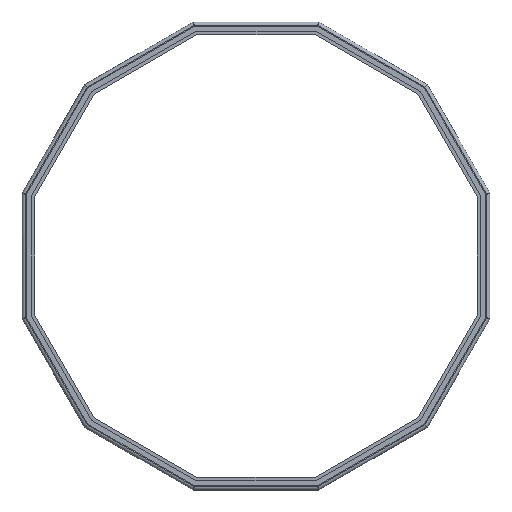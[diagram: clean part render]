
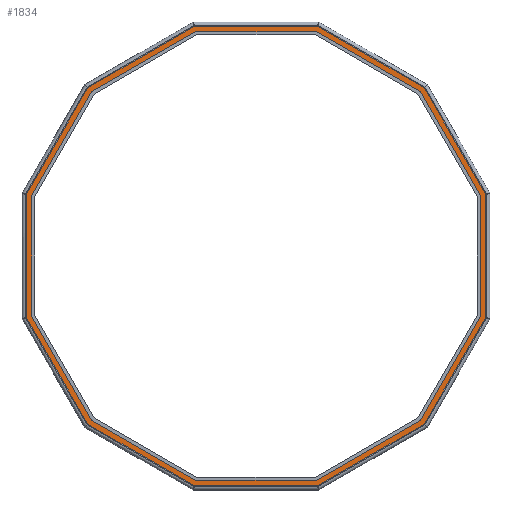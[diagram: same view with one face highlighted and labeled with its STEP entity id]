
A CAD part, front view. The second image highlights one B-rep face of the part: STEP entity #1834.
In plain terms, the highlighted planar face has unit normal (0, -1, 0).
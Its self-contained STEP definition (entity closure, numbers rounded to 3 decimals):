
#64=FACE_BOUND('',#210,.T.);
#106=FACE_OUTER_BOUND('',#209,.T.);
#209=EDGE_LOOP('',(#1359,#1360,#1361,#1362,#1363,#1364,#1365,#1366,#1367,
#1368,#1369,#1370));
#210=EDGE_LOOP('',(#1371,#1372,#1373,#1374,#1375,#1376,#1377,#1378,#1379,
#1380,#1381,#1382));
#328=LINE('',#2644,#568);
#331=LINE('',#2649,#571);
#333=LINE('',#2653,#573);
#335=LINE('',#2657,#575);
#337=LINE('',#2661,#577);
#339=LINE('',#2665,#579);
#340=LINE('',#2668,#580);
#342=LINE('',#2672,#582);
#344=LINE('',#2676,#584);
#346=LINE('',#2680,#586);
#348=LINE('',#2684,#588);
#350=LINE('',#2687,#590);
#353=LINE('',#2695,#593);
#356=LINE('',#2701,#596);
#359=LINE('',#2707,#599);
#362=LINE('',#2713,#602);
#365=LINE('',#2719,#605);
#368=LINE('',#2725,#608);
#371=LINE('',#2731,#611);
#374=LINE('',#2737,#614);
#377=LINE('',#2743,#617);
#380=LINE('',#2749,#620);
#383=LINE('',#2755,#623);
#386=LINE('',#2759,#626);
#568=VECTOR('',#2127,10.);
#571=VECTOR('',#2132,10.);
#573=VECTOR('',#2136,10.);
#575=VECTOR('',#2140,10.);
#577=VECTOR('',#2144,10.);
#579=VECTOR('',#2148,10.);
#580=VECTOR('',#2151,10.);
#582=VECTOR('',#2155,10.);
#584=VECTOR('',#2159,10.);
#586=VECTOR('',#2163,10.);
#588=VECTOR('',#2167,10.);
#590=VECTOR('',#2171,10.);
#593=VECTOR('',#2176,10.);
#596=VECTOR('',#2181,10.);
#599=VECTOR('',#2186,10.);
#602=VECTOR('',#2191,10.);
#605=VECTOR('',#2196,10.);
#608=VECTOR('',#2201,10.);
#611=VECTOR('',#2206,10.);
#614=VECTOR('',#2211,10.);
#617=VECTOR('',#2216,10.);
#620=VECTOR('',#2221,10.);
#623=VECTOR('',#2226,10.);
#626=VECTOR('',#2231,10.);
#795=VERTEX_POINT('',#2641);
#796=VERTEX_POINT('',#2643);
#797=VERTEX_POINT('',#2647);
#798=VERTEX_POINT('',#2651);
#799=VERTEX_POINT('',#2655);
#800=VERTEX_POINT('',#2659);
#801=VERTEX_POINT('',#2663);
#802=VERTEX_POINT('',#2667);
#803=VERTEX_POINT('',#2671);
#804=VERTEX_POINT('',#2675);
#805=VERTEX_POINT('',#2679);
#806=VERTEX_POINT('',#2683);
#809=VERTEX_POINT('',#2692);
#810=VERTEX_POINT('',#2694);
#812=VERTEX_POINT('',#2700);
#814=VERTEX_POINT('',#2706);
#816=VERTEX_POINT('',#2712);
#818=VERTEX_POINT('',#2718);
#820=VERTEX_POINT('',#2724);
#822=VERTEX_POINT('',#2730);
#824=VERTEX_POINT('',#2736);
#826=VERTEX_POINT('',#2742);
#828=VERTEX_POINT('',#2748);
#830=VERTEX_POINT('',#2754);
#976=EDGE_CURVE('',#796,#795,#328,.T.);
#979=EDGE_CURVE('',#795,#797,#331,.T.);
#981=EDGE_CURVE('',#797,#798,#333,.T.);
#983=EDGE_CURVE('',#798,#799,#335,.T.);
#985=EDGE_CURVE('',#799,#800,#337,.T.);
#987=EDGE_CURVE('',#800,#801,#339,.T.);
#988=EDGE_CURVE('',#802,#796,#340,.T.);
#990=EDGE_CURVE('',#803,#802,#342,.T.);
#992=EDGE_CURVE('',#804,#803,#344,.T.);
#994=EDGE_CURVE('',#805,#804,#346,.T.);
#996=EDGE_CURVE('',#806,#805,#348,.T.);
#998=EDGE_CURVE('',#801,#806,#350,.T.);
#1001=EDGE_CURVE('',#810,#809,#353,.T.);
#1004=EDGE_CURVE('',#812,#810,#356,.T.);
#1007=EDGE_CURVE('',#814,#812,#359,.T.);
#1010=EDGE_CURVE('',#816,#814,#362,.T.);
#1013=EDGE_CURVE('',#818,#816,#365,.T.);
#1016=EDGE_CURVE('',#820,#818,#368,.T.);
#1019=EDGE_CURVE('',#822,#820,#371,.T.);
#1022=EDGE_CURVE('',#824,#822,#374,.T.);
#1025=EDGE_CURVE('',#826,#824,#377,.T.);
#1028=EDGE_CURVE('',#828,#826,#380,.T.);
#1031=EDGE_CURVE('',#830,#828,#383,.T.);
#1034=EDGE_CURVE('',#809,#830,#386,.T.);
#1359=ORIENTED_EDGE('',*,*,#1034,.T.);
#1360=ORIENTED_EDGE('',*,*,#1031,.T.);
#1361=ORIENTED_EDGE('',*,*,#1028,.T.);
#1362=ORIENTED_EDGE('',*,*,#1025,.T.);
#1363=ORIENTED_EDGE('',*,*,#1022,.T.);
#1364=ORIENTED_EDGE('',*,*,#1019,.T.);
#1365=ORIENTED_EDGE('',*,*,#1016,.T.);
#1366=ORIENTED_EDGE('',*,*,#1013,.T.);
#1367=ORIENTED_EDGE('',*,*,#1010,.T.);
#1368=ORIENTED_EDGE('',*,*,#1007,.T.);
#1369=ORIENTED_EDGE('',*,*,#1004,.T.);
#1370=ORIENTED_EDGE('',*,*,#1001,.T.);
#1371=ORIENTED_EDGE('',*,*,#998,.T.);
#1372=ORIENTED_EDGE('',*,*,#996,.T.);
#1373=ORIENTED_EDGE('',*,*,#994,.T.);
#1374=ORIENTED_EDGE('',*,*,#992,.T.);
#1375=ORIENTED_EDGE('',*,*,#990,.T.);
#1376=ORIENTED_EDGE('',*,*,#988,.T.);
#1377=ORIENTED_EDGE('',*,*,#976,.T.);
#1378=ORIENTED_EDGE('',*,*,#979,.T.);
#1379=ORIENTED_EDGE('',*,*,#981,.T.);
#1380=ORIENTED_EDGE('',*,*,#983,.T.);
#1381=ORIENTED_EDGE('',*,*,#985,.T.);
#1382=ORIENTED_EDGE('',*,*,#987,.T.);
#1756=PLANE('',#1959);
#1834=ADVANCED_FACE('',(#106,#64),#1756,.T.);
#1959=AXIS2_PLACEMENT_3D('',#2760,#2232,#2233);
#2127=DIRECTION('',(-1.,0.,0.));
#2132=DIRECTION('',(-0.866,0.,0.5));
#2136=DIRECTION('',(-0.5,0.,0.866));
#2140=DIRECTION('',(0.,0.,1.));
#2144=DIRECTION('',(0.5,0.,0.866));
#2148=DIRECTION('',(0.866,0.,0.5));
#2151=DIRECTION('',(-0.866,0.,-0.5));
#2155=DIRECTION('',(-0.5,0.,-0.866));
#2159=DIRECTION('',(0.,0.,-1.));
#2163=DIRECTION('',(0.5,0.,-0.866));
#2167=DIRECTION('',(0.866,0.,-0.5));
#2171=DIRECTION('',(1.,0.,0.));
#2176=DIRECTION('',(0.,0.,-1.));
#2181=DIRECTION('',(-0.5,0.,-0.866));
#2186=DIRECTION('',(-0.866,0.,-0.5));
#2191=DIRECTION('',(-1.,0.,0.));
#2196=DIRECTION('',(-0.866,0.,0.5));
#2201=DIRECTION('',(-0.5,0.,0.866));
#2206=DIRECTION('',(0.,0.,1.));
#2211=DIRECTION('',(0.5,0.,0.866));
#2216=DIRECTION('',(0.866,0.,0.5));
#2221=DIRECTION('',(1.,0.,0.));
#2226=DIRECTION('',(0.866,0.,-0.5));
#2231=DIRECTION('',(0.5,0.,-0.866));
#2232=DIRECTION('center_axis',(0.,-1.,0.));
#2233=DIRECTION('ref_axis',(0.,0.,-1.));
#2641=CARTESIAN_POINT('',(-22.719,1.2,-84.787));
#2643=CARTESIAN_POINT('',(22.719,1.2,-84.787));
#2644=CARTESIAN_POINT('',(-22.719,1.2,-84.787));
#2647=CARTESIAN_POINT('',(-62.069,1.2,-62.069));
#2649=CARTESIAN_POINT('',(-62.069,1.2,-62.069));
#2651=CARTESIAN_POINT('',(-84.787,1.2,-22.719));
#2653=CARTESIAN_POINT('',(-84.787,1.2,-22.719));
#2655=CARTESIAN_POINT('',(-84.787,1.2,22.719));
#2657=CARTESIAN_POINT('',(-84.787,1.2,22.719));
#2659=CARTESIAN_POINT('',(-62.069,1.2,62.069));
#2661=CARTESIAN_POINT('',(-62.069,1.2,62.069));
#2663=CARTESIAN_POINT('',(-22.719,1.2,84.787));
#2665=CARTESIAN_POINT('',(-22.719,1.2,84.787));
#2667=CARTESIAN_POINT('',(62.069,1.2,-62.069));
#2668=CARTESIAN_POINT('',(22.719,1.2,-84.787));
#2671=CARTESIAN_POINT('',(84.787,1.2,-22.719));
#2672=CARTESIAN_POINT('',(62.069,1.2,-62.069));
#2675=CARTESIAN_POINT('',(84.787,1.2,22.719));
#2676=CARTESIAN_POINT('',(84.787,1.2,-22.719));
#2679=CARTESIAN_POINT('',(62.069,1.2,62.069));
#2680=CARTESIAN_POINT('',(84.787,1.2,22.719));
#2683=CARTESIAN_POINT('',(22.719,1.2,84.787));
#2684=CARTESIAN_POINT('',(62.069,1.2,62.069));
#2687=CARTESIAN_POINT('',(22.719,1.2,84.787));
#2692=CARTESIAN_POINT('',(-86.787,1.2,-23.255));
#2694=CARTESIAN_POINT('',(-86.787,1.2,23.255));
#2695=CARTESIAN_POINT('',(-86.787,1.2,-23.255));
#2700=CARTESIAN_POINT('',(-63.533,1.2,63.533));
#2701=CARTESIAN_POINT('',(-86.787,1.2,23.255));
#2706=CARTESIAN_POINT('',(-23.255,1.2,86.787));
#2707=CARTESIAN_POINT('',(-63.533,1.2,63.533));
#2712=CARTESIAN_POINT('',(23.255,1.2,86.787));
#2713=CARTESIAN_POINT('',(-23.255,1.2,86.787));
#2718=CARTESIAN_POINT('',(63.533,1.2,63.533));
#2719=CARTESIAN_POINT('',(23.255,1.2,86.787));
#2724=CARTESIAN_POINT('',(86.787,1.2,23.255));
#2725=CARTESIAN_POINT('',(63.533,1.2,63.533));
#2730=CARTESIAN_POINT('',(86.787,1.2,-23.255));
#2731=CARTESIAN_POINT('',(86.787,1.2,23.255));
#2736=CARTESIAN_POINT('',(63.533,1.2,-63.533));
#2737=CARTESIAN_POINT('',(86.787,1.2,-23.255));
#2742=CARTESIAN_POINT('',(23.255,1.2,-86.787));
#2743=CARTESIAN_POINT('',(63.533,1.2,-63.533));
#2748=CARTESIAN_POINT('',(-23.255,1.2,-86.787));
#2749=CARTESIAN_POINT('',(23.255,1.2,-86.787));
#2754=CARTESIAN_POINT('',(-63.533,1.2,-63.533));
#2755=CARTESIAN_POINT('',(-23.255,1.2,-86.787));
#2759=CARTESIAN_POINT('',(-63.533,1.2,-63.533));
#2760=CARTESIAN_POINT('Origin',(0.,1.2,0.));
